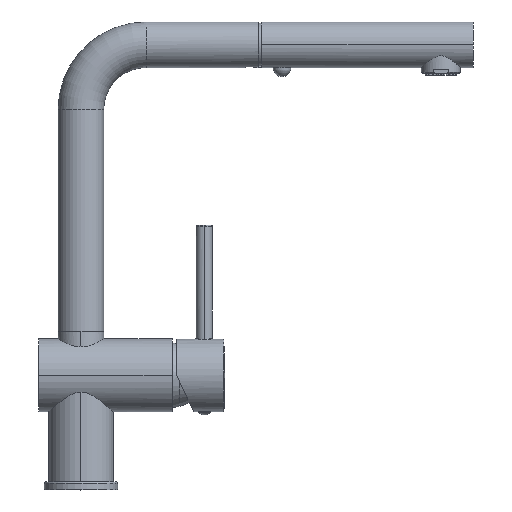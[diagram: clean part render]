
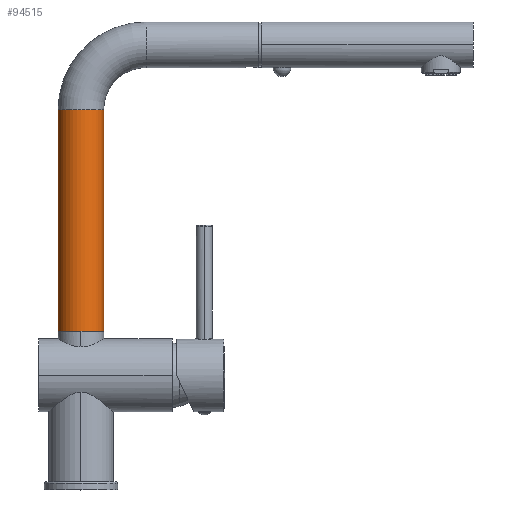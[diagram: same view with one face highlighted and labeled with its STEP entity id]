
A CAD part, top view. The second image highlights one B-rep face of the part: STEP entity #94515.
In plain terms, the highlighted cylindrical face has radius 14 mm (diameter 28 mm), a partial arc.
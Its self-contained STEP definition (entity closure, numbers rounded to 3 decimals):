
#94006=CARTESIAN_POINT('',(0.,0.,0.));
#94007=DIRECTION('',(0.,1.,0.));
#94008=DIRECTION('',(0.,0.,-1.));
#94009=AXIS2_PLACEMENT_3D('',#94006,#94007,#94008);
#94030=DIRECTION('',(0.,1.,0.));
#94031=VECTOR('',#94030,136.);
#94032=CARTESIAN_POINT('',(0.,0.,14.));
#94033=LINE('',#94032,#94031);
#94037=DIRECTION('',(0.,1.,0.));
#94038=VECTOR('',#94037,136.);
#94039=CARTESIAN_POINT('',(0.,0.,-14.));
#94040=LINE('',#94039,#94038);
#94044=CARTESIAN_POINT('',(0.,136.,0.));
#94045=DIRECTION('',(0.,1.,0.));
#94046=DIRECTION('',(0.,0.,-1.));
#94047=AXIS2_PLACEMENT_3D('',#94044,#94045,#94046);
#94406=CARTESIAN_POINT('',(0.,0.,14.));
#94407=CARTESIAN_POINT('',(0.,0.,-14.));
#94408=VERTEX_POINT('',#94406);
#94409=VERTEX_POINT('',#94407);
#94410=CARTESIAN_POINT('',(0.,136.,14.));
#94411=CARTESIAN_POINT('',(0.,136.,-14.));
#94412=VERTEX_POINT('',#94410);
#94413=VERTEX_POINT('',#94411);
#94503=CARTESIAN_POINT('',(0.,0.,0.));
#94504=DIRECTION('',(0.,1.,0.));
#94505=DIRECTION('',(0.,0.,1.));
#94506=AXIS2_PLACEMENT_3D('',#94503,#94504,#94505);
#94507=CYLINDRICAL_SURFACE('',#94506,14.);
#94508=ORIENTED_EDGE('',*,*,#94477,.F.);
#94509=ORIENTED_EDGE('',*,*,#94498,.T.);
#94511=ORIENTED_EDGE('',*,*,#94510,.T.);
#94512=ORIENTED_EDGE('',*,*,#94494,.F.);
#94513=EDGE_LOOP('',(#94508,#94509,#94511,#94512));
#94514=FACE_OUTER_BOUND('',#94513,.F.);
#94515=ADVANCED_FACE('',(#94514),#94507,.T.);
#94010=CIRCLE('',#94009,14.);
#94048=CIRCLE('',#94047,14.);
#94477=EDGE_CURVE('',#94409,#94408,#94010,.T.);
#94494=EDGE_CURVE('',#94408,#94412,#94033,.T.);
#94498=EDGE_CURVE('',#94409,#94413,#94040,.T.);
#94510=EDGE_CURVE('',#94413,#94412,#94048,.T.);
